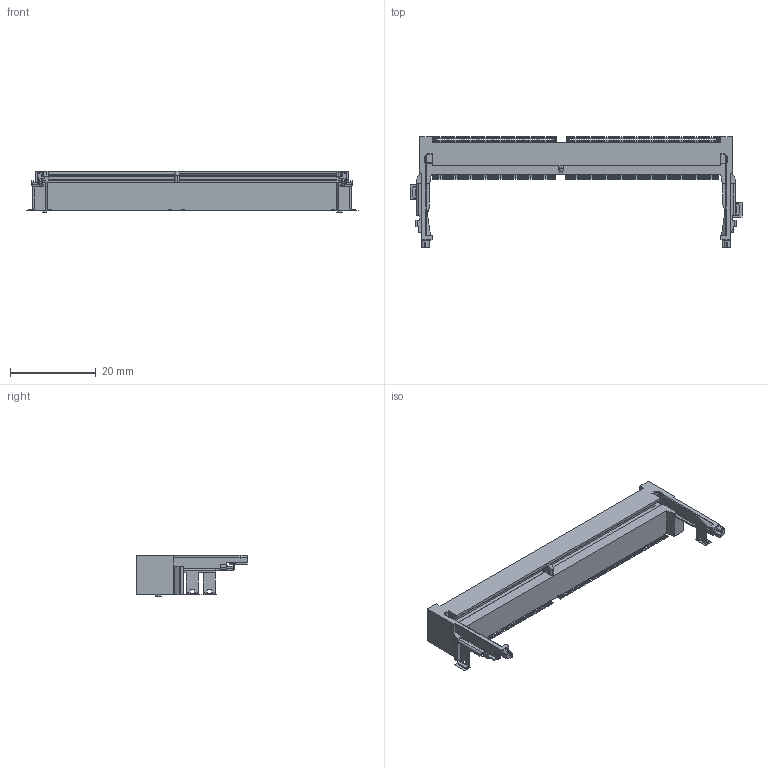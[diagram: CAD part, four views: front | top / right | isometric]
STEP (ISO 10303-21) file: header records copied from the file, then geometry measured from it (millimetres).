
FILE_DESCRIPTION (( 'STEP AP203' ), '1' );
FILE_NAME ('080-1656-000_3.step_Default_sldprt.STEP', '2020-11-13T20:10:59', ( '' ), ( '' ), 'SwSTEP 2.0', 'SolidWorks 2019', '' );
FILE_SCHEMA (( 'CONFIG_CONTROL_DESIGN' ));
Length unit declared in the file: inch
Products named in the file (1): 080-1656-000_3.step_Default_sldprt
Bounding box: 77.5 x 25.85 x 9.65 mm (x, y, z)
Volume: 4754.3 mm3; surface area: 3903.7 mm2
Topology: 245 solids, 245 shells, 2035 faces, 4545 edges, 3017 vertices
Faces by surface type: plane 1865, cylinder 152, torus 10, cone 5, sphere 2, bspline 1
Entity records: 55174 total; most frequent: CARTESIAN_POINT 9761, ORIENTED_EDGE 9088, DIRECTION 8916, EDGE_CURVE 4544, VECTOR 4198, LINE 4198, VERTEX_POINT 3017, AXIS2_PLACEMENT_3D 2359
